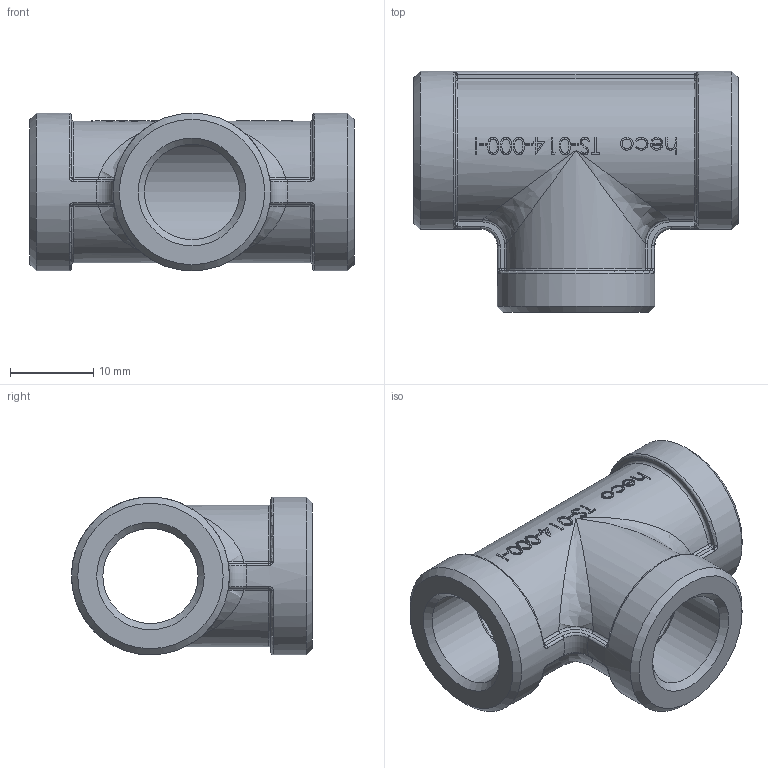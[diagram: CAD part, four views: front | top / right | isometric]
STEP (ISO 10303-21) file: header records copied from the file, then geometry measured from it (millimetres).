
FILE_DESCRIPTION (( 'STEP AP214' ), '1' );
FILE_NAME ('heco_TS-014-000-I.STEP', '2015-10-28T08:45:27', ( 'test' ), ( '' ), 'SwSTEP 2.0', 'SolidWorks 2011', '' );
FILE_SCHEMA (( 'AUTOMOTIVE_DESIGN' ));
Length unit declared in the file: millimetre
Products named in the file (1): heco_TS-014-000-I
Bounding box: 39 x 29 x 19 mm (x, y, z)
Volume: 5804.5 mm3; surface area: 5322.4 mm2
Topology: 1 solids, 1 shells, 299 faces, 735 edges, 447 vertices
Faces by surface type: bspline 126, plane 68, cylinder 66, torus 18, sphere 12, cone 9
Full cylindrical faces by diameter (mm): 11.445 x3, 14 x2, 19 x2
Entity records: 22037 total; most frequent: CARTESIAN_POINT 14674, ORIENTED_EDGE 1390, DIRECTION 805, EDGE_CURVE 695, VERTEX_POINT 441, B_SPLINE_CURVE_WITH_KNOTS 385, EDGE_LOOP 346, AXIS2_PLACEMENT_3D 323
